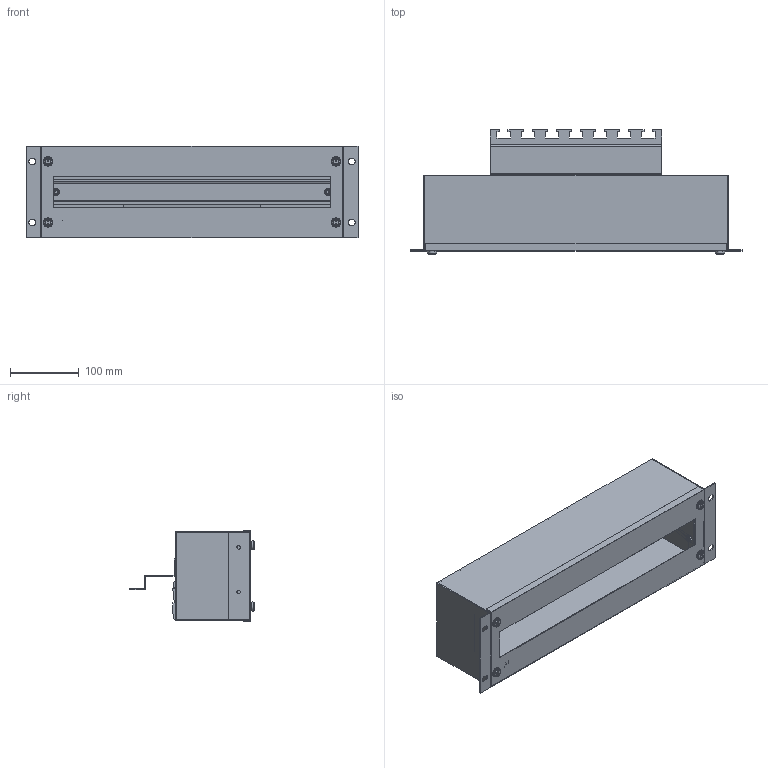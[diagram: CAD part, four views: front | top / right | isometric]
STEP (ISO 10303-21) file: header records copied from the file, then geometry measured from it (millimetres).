
FILE_DESCRIPTION(/* description */ ('This is a sample STEP configuration'),/* implementation_level */ '2;1');
FILE_NAME(/* name */ '19BOX-1_S_STEP.stp',/* time_stamp */ '2025-03-31T12:40:59+02:00',/* author */ ('powerJobs'),/* organization */ ('coolOrange'),/* preprocessor_version */ 'ST-DEVELOPER v20',/* originating_system */ 'Autodesk Inventor 2024',/* authorisation */ '');
FILE_SCHEMA (('AUTOMOTIVE_DESIGN { 1 0 10303 214 3 1 1 }'));
Length unit declared in the file: millimetre
Products named in the file (28): 19BOX-1_S; GH_19BOX_1_schwenkbar; Blende_19BOX_1_schwenkbar; Blende_19BOX_1_schwenkbar_1; Erdungslasche; 19Zoll_M6x15; 19Zoll_M6x15_1; 19Zoll_Scheibe; Hutschiene_19BOX_1_schwenkbar; Zugentlastung_19BOX_1_schwenkbar; Einpressbolzen-M6x16; Kantenschutz_19BOX_1_schwenkbar; Bürstenleiste_19BOX_1_schwenkbar; Einpressbolzen-M5x20; 19BOX_1_schwenkbar_Winkel_links; Winkel_19BOX_1_schwenkbar; Schwenkung-links_19BOX_1_schwenkbar; 19BOX_1_schwenkbar_Winkel_rechts; Winkel_rechts_19BOX_1_schwenkbar; Schwenkung-rechts_19BOX_1_schwenkbar; Einpressbolzen-M5x10; DIN 6797 - A 5,3; Käfigmutter-M8; Käfig-M6; K-M6; Türlager-AM-alt; DIN 125 - A 5,3; DIN 555-5 - M5
Assembly tree (54 placements, depth 4):
  19BOX-1_S
    GH_19BOX_1_schwenkbar
    Blende_19BOX_1_schwenkbar
      Blende_19BOX_1_schwenkbar_1
      Erdungslasche
      19Zoll_M6x15  x4
        19Zoll_M6x15_1
        19Zoll_Scheibe
    Hutschiene_19BOX_1_schwenkbar
    Zugentlastung_19BOX_1_schwenkbar
    Einpressbolzen-M6x16  x2
    Kantenschutz_19BOX_1_schwenkbar
    Bürstenleiste_19BOX_1_schwenkbar
    Einpressbolzen-M5x20  x4
    19BOX_1_schwenkbar_Winkel_links
      Winkel_19BOX_1_schwenkbar
      Schwenkung-links_19BOX_1_schwenkbar
      Einpressbolzen-M5x10
      DIN 6797 - A 5,3
      DIN 555-5 - M5  x5
      Käfigmutter-M8  x2
        Käfig-M6
        K-M6
      DIN 125 - A 5,3  x2
      Türlager-AM-alt  x2
    19BOX_1_schwenkbar_Winkel_rechts
      Winkel_rechts_19BOX_1_schwenkbar
      Schwenkung-rechts_19BOX_1_schwenkbar
      Einpressbolzen-M5x10
      DIN 6797 - A 5,3
      DIN 555-5 - M5  x5
      Käfigmutter-M8  x2
        Käfig-M6
        K-M6
      Türlager-AM-alt  x2
      DIN 125 - A 5,3  x2
Bounding box: 483 x 181.35 x 133.45 mm (x, y, z)
Volume: 479673.2 mm3; surface area: 643606.1 mm2
Topology: 55 solids, 55 shells, 933 faces, 2340 edges, 1530 vertices
Faces by surface type: plane 609, cylinder 248, cone 60, torus 16
Full cylindrical faces by diameter (mm): 1 x1, 1.5 x2, 4.134 x10, 4.2 x2, 4.917 x4, 5 x6, 5.2 x18, 5.3 x6, 5.5 x2, 6 x14, 6.2 x6, 7 x4, 8.2 x2, 10 x4, 11.7 x4, 12 x8
Entity records: 16226 total; most frequent: CARTESIAN_POINT 2722, DIRECTION 2654, ORIENTED_EDGE 2530, EDGE_CURVE 1265, LINE 964, VECTOR 964, AXIS2_PLACEMENT_3D 845, VERTEX_POINT 837
